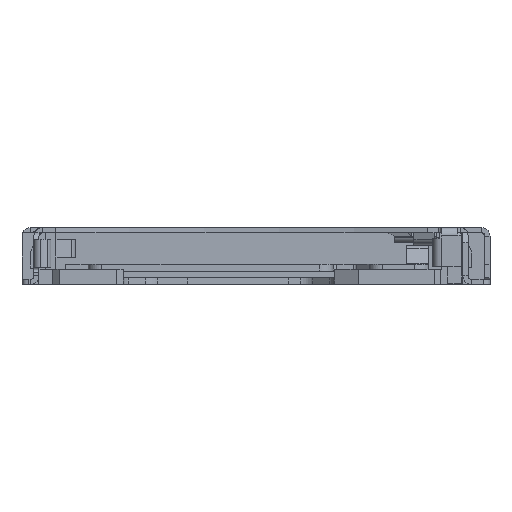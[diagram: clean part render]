
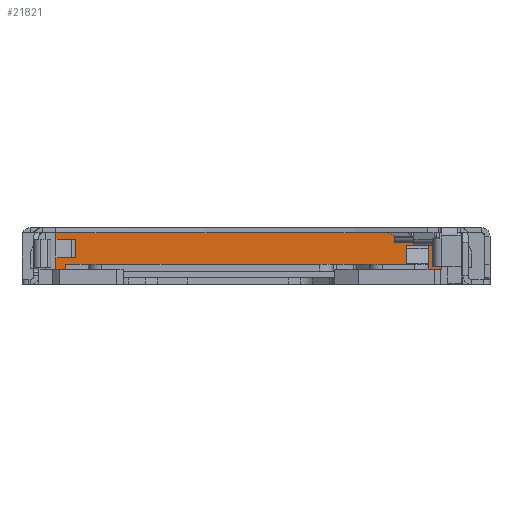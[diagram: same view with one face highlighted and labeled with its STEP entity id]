
A CAD part, front view. The second image highlights one B-rep face of the part: STEP entity #21821.
In plain terms, the highlighted planar face has unit normal (0, -1, 0).
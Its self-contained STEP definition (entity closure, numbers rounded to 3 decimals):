
#19921 = VERTEX_POINT('',#19922);
#19922 = CARTESIAN_POINT('',(6.625,6.925,1.3));
#19928 = EDGE_CURVE('',#19921,#19929,#19931,.T.);
#19929 = VERTEX_POINT('',#19930);
#19930 = CARTESIAN_POINT('',(6.625,6.925,0.45));
#19931 = LINE('',#19932,#19933);
#19932 = CARTESIAN_POINT('',(6.625,6.925,1.68));
#19933 = VECTOR('',#19934,1.);
#19934 = DIRECTION('',(-0.,-0.,-1.));
#19980 = VERTEX_POINT('',#19981);
#19981 = CARTESIAN_POINT('',(6.525,6.925,1.3));
#19987 = EDGE_CURVE('',#19921,#19980,#19988,.T.);
#19988 = LINE('',#19989,#19990);
#19989 = CARTESIAN_POINT('',(0.269,6.925,1.3));
#19990 = VECTOR('',#19991,1.);
#19991 = DIRECTION('',(-1.,0.,0.));
#20277 = VERTEX_POINT('',#20278);
#20278 = CARTESIAN_POINT('',(-6.225,6.925,0.45));
#20382 = EDGE_CURVE('',#20277,#19929,#20383,.T.);
#20383 = LINE('',#20384,#20385);
#20384 = CARTESIAN_POINT('',(-6.225,6.925,0.45));
#20385 = VECTOR('',#20386,1.);
#20386 = DIRECTION('',(1.,0.,0.));
#20421 = VERTEX_POINT('',#20422);
#20422 = CARTESIAN_POINT('',(6.525,6.925,1.53));
#20436 = EDGE_CURVE('',#20421,#19980,#20437,.T.);
#20437 = LINE('',#20438,#20439);
#20438 = CARTESIAN_POINT('',(6.525,6.925,1.68));
#20439 = VECTOR('',#20440,1.);
#20440 = DIRECTION('',(-0.,-0.,-1.));
#21387 = VERTEX_POINT('',#21388);
#21388 = CARTESIAN_POINT('',(-6.025,6.925,0.6));
#21405 = VERTEX_POINT('',#21406);
#21406 = CARTESIAN_POINT('',(-6.225,6.925,0.6));
#21412 = EDGE_CURVE('',#21387,#21405,#21413,.T.);
#21413 = LINE('',#21414,#21415);
#21414 = CARTESIAN_POINT('',(-6.355,6.925,0.6));
#21415 = VECTOR('',#21416,1.);
#21416 = DIRECTION('',(-1.,0.,0.));
#21660 = VERTEX_POINT('',#21661);
#21661 = CARTESIAN_POINT('',(-6.025,6.925,1.53));
#21667 = EDGE_CURVE('',#21660,#20421,#21668,.T.);
#21668 = LINE('',#21669,#21670);
#21669 = CARTESIAN_POINT('',(-3.109,6.925,1.53));
#21670 = VECTOR('',#21671,1.);
#21671 = DIRECTION('',(1.,0.,0.));
#21821 = ADVANCED_FACE('',(#21822),#21842,.T.);
#21822 = FACE_BOUND('',#21823,.T.);
#21823 = EDGE_LOOP('',(#21824,#21825,#21831,#21832,#21838,#21839,#21840,
    #21841));
#21824 = ORIENTED_EDGE('',*,*,#21667,.F.);
#21825 = ORIENTED_EDGE('',*,*,#21826,.T.);
#21826 = EDGE_CURVE('',#21660,#21387,#21827,.T.);
#21827 = LINE('',#21828,#21829);
#21828 = CARTESIAN_POINT('',(-6.025,6.925,1.68));
#21829 = VECTOR('',#21830,1.);
#21830 = DIRECTION('',(-0.,-0.,-1.));
#21831 = ORIENTED_EDGE('',*,*,#21412,.T.);
#21832 = ORIENTED_EDGE('',*,*,#21833,.T.);
#21833 = EDGE_CURVE('',#21405,#20277,#21834,.T.);
#21834 = LINE('',#21835,#21836);
#21835 = CARTESIAN_POINT('',(-6.225,6.925,1.68));
#21836 = VECTOR('',#21837,1.);
#21837 = DIRECTION('',(-0.,-0.,-1.));
#21838 = ORIENTED_EDGE('',*,*,#20382,.T.);
#21839 = ORIENTED_EDGE('',*,*,#19928,.F.);
#21840 = ORIENTED_EDGE('',*,*,#19987,.T.);
#21841 = ORIENTED_EDGE('',*,*,#20436,.F.);
#21842 = PLANE('',#21843);
#21843 = AXIS2_PLACEMENT_3D('',#21844,#21845,#21846);
#21844 = CARTESIAN_POINT('',(-6.225,6.925,1.68));
#21845 = DIRECTION('',(0.,-1.,0.));
#21846 = DIRECTION('',(1.,0.,0.));
